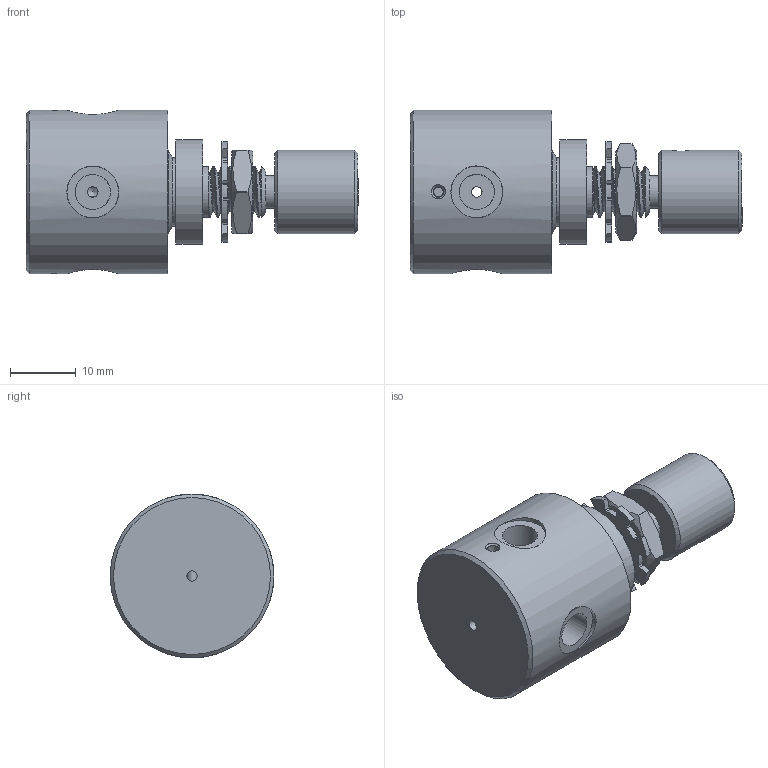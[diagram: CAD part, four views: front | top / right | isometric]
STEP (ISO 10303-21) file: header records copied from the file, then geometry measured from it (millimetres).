
FILE_DESCRIPTION((''),'2;1');
FILE_NAME('312385-PS-660100 Micro valves for LC GC.stp','2013-08-26T16:17:48',('Franzp'),(''),'Autodesk Inventor 2013','Autodesk Inventor 2013','');
FILE_SCHEMA(('AUTOMOTIVE_DESIGN { 1 0 10303 214 1 1 1 1 }'));
Products named in the file (4): 3223a85; 322385; 310537; Zahnscheibe außengezahnt - Form B (Zoll) 5/16 . Kohlenstoff-Stahl
Assembly tree (3 placements, depth 2):
  3223a85
    322385
    310537
    Zahnscheibe außengezahnt - Form B (Zoll) 5/16 . Kohlenstoff-Stahl
Bounding box: 50.51 x 24.89 x 24.89 mm (x, y, z)
Volume: 388.9 mm3; surface area: 6274.3 mm2
Topology: 2 solids, 18 shells, 131 faces, 369 edges, 254 vertices
Faces by surface type: cylinder 61, plane 52, cone 11, bspline 7
Full cylindrical faces by diameter (mm): 1.575 x1, 1.625 x1, 1.626 x2, 1.778 x1, 2.156 x1, 4.953 x1, 5.359 x3, 5.919 x2, 6.782 x1, 7.772 x1, 7.874 x3, 8.128 x1, 10.4 x1, 12.7 x2, 16 x1, 24.892 x1
Entity records: 7048 total; most frequent: CARTESIAN_POINT 3573, DIRECTION 680, ORIENTED_EDGE 574, EDGE_CURVE 322, AXIS2_PLACEMENT_3D 279, VERTEX_POINT 242, EDGE_LOOP 190, CIRCLE 145
